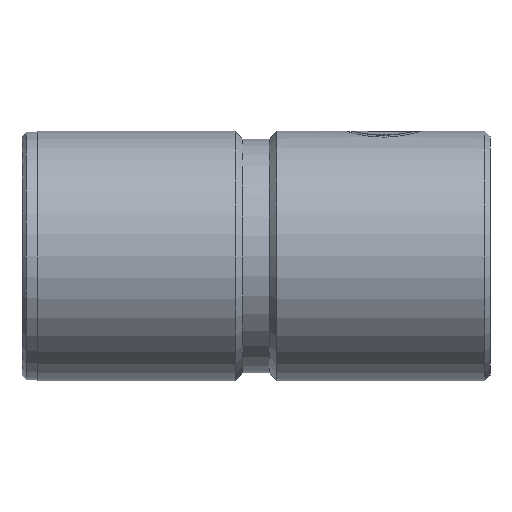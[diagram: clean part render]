
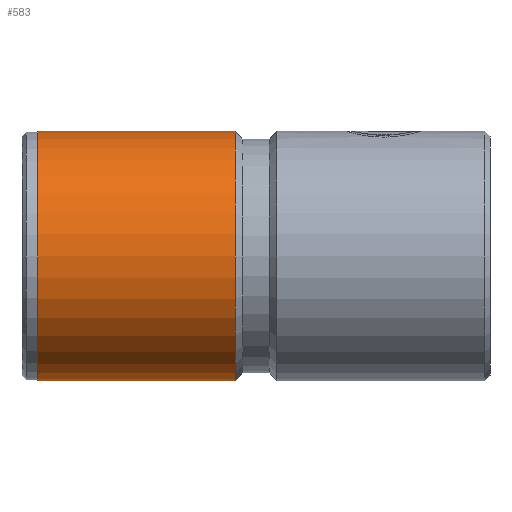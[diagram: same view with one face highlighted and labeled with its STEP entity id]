
A CAD part, left-side view. The second image highlights one B-rep face of the part: STEP entity #583.
In plain terms, the highlighted cylindrical face has radius 24 mm (diameter 48 mm), a partial arc.
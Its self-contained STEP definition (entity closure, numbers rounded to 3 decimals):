
#19 = DIRECTION ( 'NONE',  ( 0., -1., 0. ) ) ;
#111 = LINE ( 'NONE', #1061, #787 ) ;
#173 = CARTESIAN_POINT ( 'NONE',  ( 0., 49., 24. ) ) ;
#209 = FACE_OUTER_BOUND ( 'NONE', #720, .T. ) ;
#295 = LINE ( 'NONE', #828, #1028 ) ;
#323 = EDGE_CURVE ( 'NONE', #1542, #892, #1390, .T. ) ;
#341 = DIRECTION ( 'NONE',  ( 0., -1., 0. ) ) ;
#404 = CARTESIAN_POINT ( 'NONE',  ( 0., 0., 0. ) ) ;
#430 = ORIENTED_EDGE ( 'NONE', *, *, #1561, .T. ) ;
#499 = CARTESIAN_POINT ( 'NONE',  ( 0., 87., -24. ) ) ;
#545 = DIRECTION ( 'NONE',  ( 0., -1., 0. ) ) ;
#547 = CARTESIAN_POINT ( 'NONE',  ( 0., 87., 24. ) ) ;
#579 = CIRCLE ( 'NONE', #693, 24. ) ;
#583 = ADVANCED_FACE ( 'NONE', ( #209 ), #1233, .T. ) ;
#638 = DIRECTION ( 'NONE',  ( 0., -1., 0. ) ) ;
#693 = AXIS2_PLACEMENT_3D ( 'NONE', #1455, #638, #1597 ) ;
#720 = EDGE_LOOP ( 'NONE', ( #1484, #866, #430, #1359 ) ) ;
#787 = VECTOR ( 'NONE', #1066, 1000. ) ;
#828 = CARTESIAN_POINT ( 'NONE',  ( 0., 0., -24. ) ) ;
#861 = EDGE_CURVE ( 'NONE', #1759, #1316, #579, .T. ) ;
#866 = ORIENTED_EDGE ( 'NONE', *, *, #323, .T. ) ;
#892 = VERTEX_POINT ( 'NONE', #499 ) ;
#1000 = EDGE_CURVE ( 'NONE', #1542, #1759, #111, .T. ) ;
#1028 = VECTOR ( 'NONE', #19, 1000. ) ;
#1061 = CARTESIAN_POINT ( 'NONE',  ( 0., 0., 24. ) ) ;
#1066 = DIRECTION ( 'NONE',  ( 0., -1., 0. ) ) ;
#1126 = AXIS2_PLACEMENT_3D ( 'NONE', #1157, #341, #1305 ) ;
#1157 = CARTESIAN_POINT ( 'NONE',  ( 0., 87., 0. ) ) ;
#1185 = AXIS2_PLACEMENT_3D ( 'NONE', #404, #545, #1501 ) ;
#1233 = CYLINDRICAL_SURFACE ( 'NONE', #1185, 24. ) ;
#1305 = DIRECTION ( 'NONE',  ( 0., 0., -1. ) ) ;
#1316 = VERTEX_POINT ( 'NONE', #1624 ) ;
#1359 = ORIENTED_EDGE ( 'NONE', *, *, #861, .F. ) ;
#1390 = CIRCLE ( 'NONE', #1126, 24. ) ;
#1455 = CARTESIAN_POINT ( 'NONE',  ( 0., 49., 0. ) ) ;
#1484 = ORIENTED_EDGE ( 'NONE', *, *, #1000, .F. ) ;
#1501 = DIRECTION ( 'NONE',  ( 0., 0., -1. ) ) ;
#1542 = VERTEX_POINT ( 'NONE', #547 ) ;
#1561 = EDGE_CURVE ( 'NONE', #892, #1316, #295, .T. ) ;
#1597 = DIRECTION ( 'NONE',  ( 0., 0., -1. ) ) ;
#1624 = CARTESIAN_POINT ( 'NONE',  ( 0., 49., -24. ) ) ;
#1759 = VERTEX_POINT ( 'NONE', #173 ) ;
